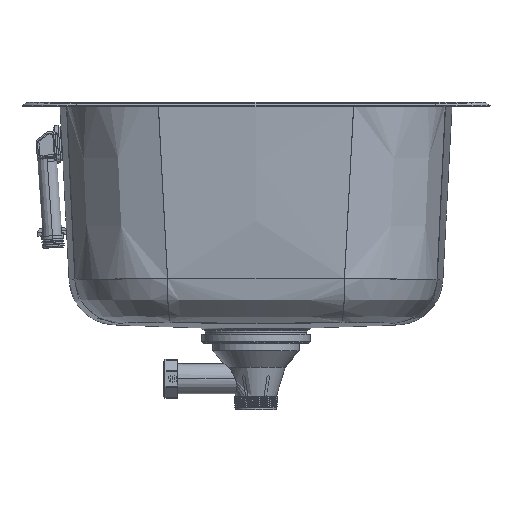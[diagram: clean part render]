
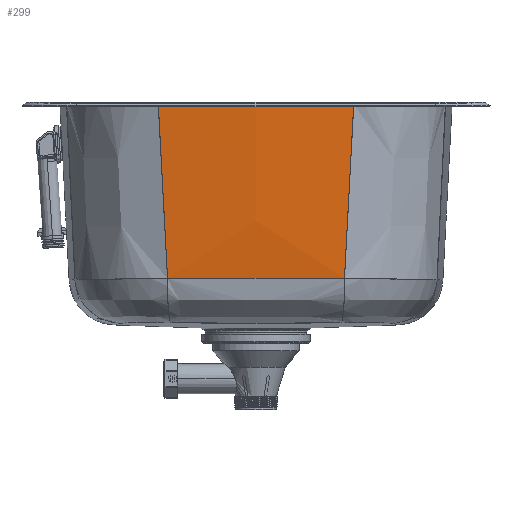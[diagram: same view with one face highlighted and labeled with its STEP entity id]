
A CAD part, left-side view. The second image highlights one B-rep face of the part: STEP entity #299.
In plain terms, the highlighted free-form (B-spline) face has degree [3, 3] with [5, 4] control points.
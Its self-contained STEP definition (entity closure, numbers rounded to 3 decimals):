
#299=ADVANCED_FACE('',(#2514),#33724,.T.);
#2514=FACE_OUTER_BOUND('',#4630,.T.);
#4630=EDGE_LOOP('',(#7095,#7096,#7097,#7098));
#7095=ORIENTED_EDGE('',*,*,#18277,.T.);
#7096=ORIENTED_EDGE('',*,*,#18270,.F.);
#7097=ORIENTED_EDGE('',*,*,#18264,.F.);
#7098=ORIENTED_EDGE('',*,*,#18272,.T.);
#18264=EDGE_CURVE('',#29561,#29562,#25995,.T.);
#18270=EDGE_CURVE('',#29562,#29563,#25999,.T.);
#18272=EDGE_CURVE('',#29561,#29564,#23838,.T.);
#18277=EDGE_CURVE('',#29564,#29563,#26002,.T.);
#23838=(
BOUNDED_CURVE()
B_SPLINE_CURVE(3,(#49491,#49492,#49493,#49494,#49495,#49496,#49497,#49498,
#49499,#49500,#49501,#49502,#49503,#49504,#49505,#49506,#49507,#49508,#49509,
#49510,#49511,#49512,#49513,#49514,#49515),.UNSPECIFIED.,.F.,.F.)
B_SPLINE_CURVE_WITH_KNOTS((4,3,3,3,3,3,3,3,4),(-212.885,-183.942,
-155.785,-129.044,-103.591,-78.03,
-52.499,-26.968,0.),.UNSPECIFIED.)
CURVE()
GEOMETRIC_REPRESENTATION_ITEM()
RATIONAL_B_SPLINE_CURVE((1.,1.05,1.103,1.159,
1.159,1.159,1.159,1.159,1.159,
1.159,1.159,1.159,1.159,1.159,
1.159,1.159,1.159,1.159,1.159,
1.159,1.159,1.159,1.103,1.05,
1.))
REPRESENTATION_ITEM('')
);
#25995=B_SPLINE_CURVE_WITH_KNOTS('',3,(#49378,#49379,#49380,#49381),
 .UNSPECIFIED.,.F.,.F.,(4,4),(0.,189.2),.UNSPECIFIED.);
#25999=B_SPLINE_CURVE_WITH_KNOTS('',3,(#49470,#49471,#49472,#49473,#49474,
#49475,#49476,#49477,#49478,#49479,#49480,#49481,#49482,#49483,#49484,#49485,
#49486,#49487),.UNSPECIFIED.,.F.,.F.,(4,2,2,2,2,2,2,2,4),(0.,48.185,
72.277,96.37,144.555,150.578,156.601,
168.647,192.74),.UNSPECIFIED.);
#26002=B_SPLINE_CURVE_WITH_KNOTS('',3,(#49626,#49627,#49628,#49629),
 .UNSPECIFIED.,.F.,.F.,(4,4),(-189.2,0.),.UNSPECIFIED.);
#29561=VERTEX_POINT('',#47306);
#29562=VERTEX_POINT('',#47307);
#29563=VERTEX_POINT('',#47308);
#29564=VERTEX_POINT('',#47309);
#33724=B_SPLINE_SURFACE_WITH_KNOTS('',3,3,((#44857,#44858,#44859,#44860),
(#44861,#44862,#44863,#44864),(#44865,#44866,#44867,#44868),(#44869,#44870,
#44871,#44872),(#44873,#44874,#44875,#44876)),.UNSPECIFIED.,.F.,.F.,.F.,
(4,1,4),(4,4),(0.,110.801,221.603),(0.,197.129),
 .UNSPECIFIED.);
#44857=CARTESIAN_POINT('',(-258.035,14.324,125.85));
#44858=CARTESIAN_POINT('',(-254.612,14.661,60.231));
#44859=CARTESIAN_POINT('',(-251.189,14.997,-5.388));
#44860=CARTESIAN_POINT('',(-247.766,15.334,-71.008));
#44861=CARTESIAN_POINT('',(-261.645,51.051,125.85));
#44862=CARTESIAN_POINT('',(-258.211,51.276,60.231));
#44863=CARTESIAN_POINT('',(-254.776,51.501,-5.388));
#44864=CARTESIAN_POINT('',(-251.342,51.726,-71.008));
#44865=CARTESIAN_POINT('',(-265.263,124.86,125.85));
#44866=CARTESIAN_POINT('',(-261.82,124.86,60.231));
#44867=CARTESIAN_POINT('',(-258.376,124.86,-5.388));
#44868=CARTESIAN_POINT('',(-254.932,124.86,-71.008));
#44869=CARTESIAN_POINT('',(-261.645,198.668,125.85));
#44870=CARTESIAN_POINT('',(-258.211,198.444,60.231));
#44871=CARTESIAN_POINT('',(-254.776,198.219,-5.388));
#44872=CARTESIAN_POINT('',(-251.342,197.994,-71.008));
#44873=CARTESIAN_POINT('',(-258.035,235.396,125.85));
#44874=CARTESIAN_POINT('',(-254.612,235.059,60.231));
#44875=CARTESIAN_POINT('',(-251.189,234.723,-5.388));
#44876=CARTESIAN_POINT('',(-247.766,234.386,-71.008));
#47306=CARTESIAN_POINT('',(-258.246,18.581,122.065));
#47307=CARTESIAN_POINT('',(-249.22,28.614,-66.653));
#47308=CARTESIAN_POINT('',(-249.22,221.106,-66.653));
#47309=CARTESIAN_POINT('',(-258.246,231.138,122.065));
#49378=CARTESIAN_POINT('',(-258.246,18.581,122.065));
#49379=CARTESIAN_POINT('',(-255.23,21.937,58.763));
#49380=CARTESIAN_POINT('',(-252.222,25.281,-4.143));
#49381=CARTESIAN_POINT('',(-249.22,28.614,-66.653));
#49470=CARTESIAN_POINT('',(-249.22,28.614,-66.653));
#49471=CARTESIAN_POINT('',(-250.662,45.444,-66.845));
#49472=CARTESIAN_POINT('',(-251.685,61.83,-66.988));
#49473=CARTESIAN_POINT('',(-252.684,85.714,-67.129));
#49474=CARTESIAN_POINT('',(-252.934,93.747,-67.165));
#49475=CARTESIAN_POINT('',(-253.261,109.639,-67.211));
#49476=CARTESIAN_POINT('',(-253.339,117.55,-67.223));
#49477=CARTESIAN_POINT('',(-253.328,141.174,-67.221));
#49478=CARTESIAN_POINT('',(-252.99,157.035,-67.172));
#49479=CARTESIAN_POINT('',(-252.219,175.06,-67.064));
#49480=CARTESIAN_POINT('',(-252.133,176.958,-67.051));
#49481=CARTESIAN_POINT('',(-251.944,180.88,-67.025));
#49482=CARTESIAN_POINT('',(-251.845,182.847,-67.011));
#49483=CARTESIAN_POINT('',(-251.529,188.772,-66.967));
#49484=CARTESIAN_POINT('',(-251.297,192.749,-66.935));
#49485=CARTESIAN_POINT('',(-250.529,204.762,-66.829));
#49486=CARTESIAN_POINT('',(-249.925,212.88,-66.747));
#49487=CARTESIAN_POINT('',(-249.22,221.106,-66.653));
#49491=CARTESIAN_POINT('',(-258.246,18.581,122.065));
#49492=CARTESIAN_POINT('',(-259.154,28.185,122.065));
#49493=CARTESIAN_POINT('',(-259.938,37.802,122.065));
#49494=CARTESIAN_POINT('',(-260.599,47.426,122.065));
#49495=CARTESIAN_POINT('',(-261.242,56.789,122.065));
#49496=CARTESIAN_POINT('',(-261.769,66.16,122.065));
#49497=CARTESIAN_POINT('',(-262.179,75.537,122.065));
#49498=CARTESIAN_POINT('',(-262.568,84.441,122.065));
#49499=CARTESIAN_POINT('',(-262.851,93.35,122.065));
#49500=CARTESIAN_POINT('',(-263.03,102.261,122.065));
#49501=CARTESIAN_POINT('',(-263.199,110.744,122.065));
#49502=CARTESIAN_POINT('',(-263.273,119.228,122.065));
#49503=CARTESIAN_POINT('',(-263.252,127.711,122.065));
#49504=CARTESIAN_POINT('',(-263.231,136.231,122.065));
#49505=CARTESIAN_POINT('',(-263.113,144.751,122.065));
#49506=CARTESIAN_POINT('',(-262.898,153.268,122.065));
#49507=CARTESIAN_POINT('',(-262.685,161.775,122.065));
#49508=CARTESIAN_POINT('',(-262.374,170.279,122.065));
#49509=CARTESIAN_POINT('',(-261.968,178.78,122.065));
#49510=CARTESIAN_POINT('',(-261.562,187.28,122.065));
#49511=CARTESIAN_POINT('',(-261.06,195.775,122.065));
#49512=CARTESIAN_POINT('',(-260.462,204.264,122.065));
#49513=CARTESIAN_POINT('',(-259.83,213.23,122.065));
#49514=CARTESIAN_POINT('',(-259.092,222.19,122.065));
#49515=CARTESIAN_POINT('',(-258.246,231.138,122.065));
#49626=CARTESIAN_POINT('',(-258.246,231.138,122.065));
#49627=CARTESIAN_POINT('',(-255.229,227.781,58.735));
#49628=CARTESIAN_POINT('',(-252.22,224.437,-4.171));
#49629=CARTESIAN_POINT('',(-249.22,221.106,-66.653));
